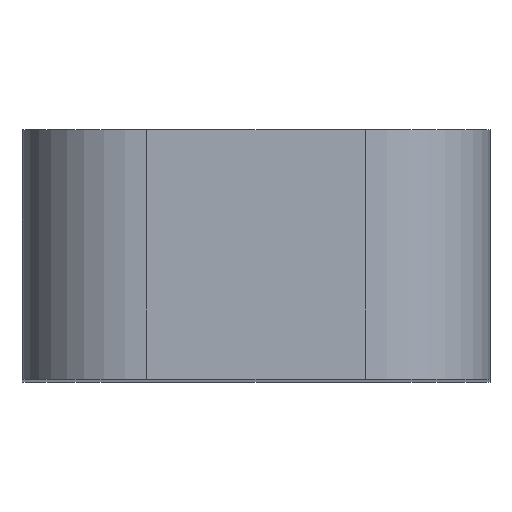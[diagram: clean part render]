
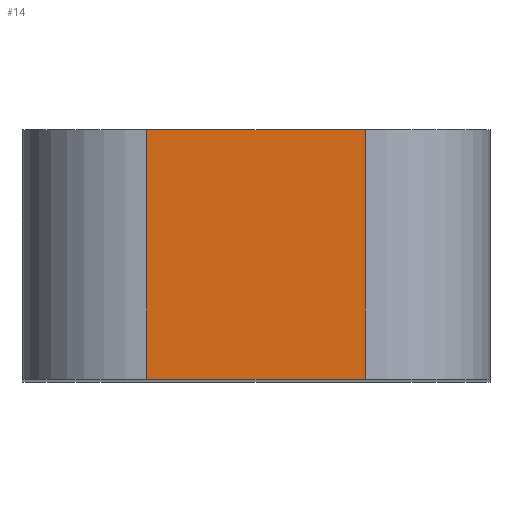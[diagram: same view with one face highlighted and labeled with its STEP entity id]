
A CAD part, top view. The second image highlights one B-rep face of the part: STEP entity #14.
In plain terms, the highlighted planar face has unit normal (0, 0, 1).
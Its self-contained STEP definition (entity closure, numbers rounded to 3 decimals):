
#14 = ADVANCED_FACE ( 'NONE', ( #91 ), #51, .T. ) ;
#19 = VERTEX_POINT ( 'NONE', #289 ) ;
#23 = CARTESIAN_POINT ( 'NONE',  ( -7.5, -4., 60. ) ) ;
#37 = DIRECTION ( 'NONE',  ( 1., 0., 0. ) ) ;
#51 = PLANE ( 'NONE',  #107 ) ;
#61 = VECTOR ( 'NONE', #242, 1000. ) ;
#91 = FACE_OUTER_BOUND ( 'NONE', #462, .T. ) ;
#92 = CARTESIAN_POINT ( 'NONE',  ( -3.5, -4., 60. ) ) ;
#93 = VERTEX_POINT ( 'NONE', #189 ) ;
#97 = DIRECTION ( 'NONE',  ( -1., 0., 0. ) ) ;
#107 = AXIS2_PLACEMENT_3D ( 'NONE', #218, #389, #37 ) ;
#119 = VECTOR ( 'NONE', #412, 1000. ) ;
#164 = ORIENTED_EDGE ( 'NONE', *, *, #485, .T. ) ;
#168 = VECTOR ( 'NONE', #422, 1000. ) ;
#171 = CARTESIAN_POINT ( 'NONE',  ( 3.5, 4., 60. ) ) ;
#178 = CARTESIAN_POINT ( 'NONE',  ( 7.5, 4., 60. ) ) ;
#189 = CARTESIAN_POINT ( 'NONE',  ( -3.5, 4., 60. ) ) ;
#211 = VECTOR ( 'NONE', #97, 1000. ) ;
#215 = CARTESIAN_POINT ( 'NONE',  ( 3.5, 4., 60. ) ) ;
#218 = CARTESIAN_POINT ( 'NONE',  ( 0., 0., 60. ) ) ;
#240 = LINE ( 'NONE', #23, #168 ) ;
#242 = DIRECTION ( 'NONE',  ( 0., 1., 0. ) ) ;
#249 = VERTEX_POINT ( 'NONE', #215 ) ;
#271 = LINE ( 'NONE', #92, #119 ) ;
#289 = CARTESIAN_POINT ( 'NONE',  ( -3.5, -4., 60. ) ) ;
#290 = ORIENTED_EDGE ( 'NONE', *, *, #445, .T. ) ;
#305 = ORIENTED_EDGE ( 'NONE', *, *, #446, .T. ) ;
#317 = LINE ( 'NONE', #178, #211 ) ;
#320 = ORIENTED_EDGE ( 'NONE', *, *, #548, .T. ) ;
#389 = DIRECTION ( 'NONE',  ( 0., 0., 1. ) ) ;
#407 = LINE ( 'NONE', #171, #61 ) ;
#412 = DIRECTION ( 'NONE',  ( 0., -1., 0. ) ) ;
#422 = DIRECTION ( 'NONE',  ( 1., 0., 0. ) ) ;
#445 = EDGE_CURVE ( 'NONE', #249, #93, #317, .T. ) ;
#446 = EDGE_CURVE ( 'NONE', #93, #19, #271, .T. ) ;
#462 = EDGE_LOOP ( 'NONE', ( #320, #164, #290, #305 ) ) ;
#464 = CARTESIAN_POINT ( 'NONE',  ( 3.5, -4., 60. ) ) ;
#485 = EDGE_CURVE ( 'NONE', #534, #249, #407, .T. ) ;
#534 = VERTEX_POINT ( 'NONE', #464 ) ;
#548 = EDGE_CURVE ( 'NONE', #19, #534, #240, .T. ) ;
